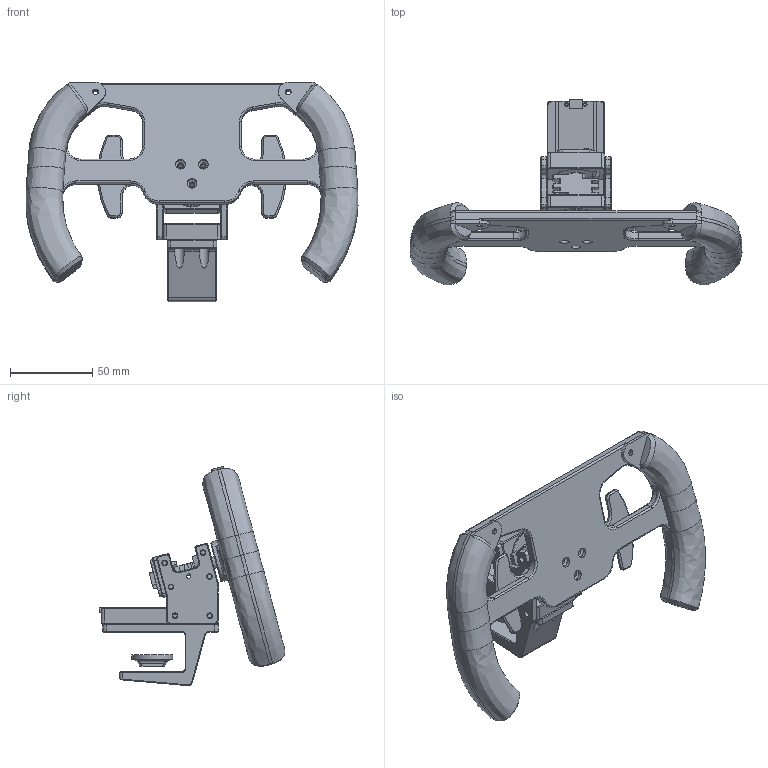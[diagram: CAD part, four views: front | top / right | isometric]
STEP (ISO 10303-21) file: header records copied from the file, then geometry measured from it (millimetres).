
FILE_DESCRIPTION(/* description */ (''),/* implementation_level */ '2;1');
FILE_NAME(/* name */ 'Pico Wheel v91.step',/* time_stamp */ '2023-12-26T17:10:55-05:00',/* author */ (''),/* organization */ (''),/* preprocessor_version */ 'ST-DEVELOPER v20',/* originating_system */ 'Autodesk Translation Framework v12.14.0.127',/* authorisation */ '');
FILE_SCHEMA (('AUTOMOTIVE_DESIGN { 1 0 10303 214 3 1 1 }'));
Length unit declared in the file: millimetre
Products named in the file (16): Pico Wheel; Pi Pico; AS5600; BASE; BRACKET; F_MOUNT; R_MOUNT; 608ZZ; SHAFT; WHEEL_MOUNT; STEERING_WHEEL; STEERING_WHEEL_1; PADDLES; PADDLES(Mirror); DESK_MOUNT; CLAMP_PAD
Assembly tree (16 placements, depth 4):
  Pico Wheel
    Pi Pico
    AS5600
    BASE
      BRACKET
      F_MOUNT
      R_MOUNT
    608ZZ  x2
    SHAFT
    WHEEL_MOUNT
    STEERING_WHEEL
      STEERING_WHEEL_1
        PADDLES
        PADDLES(Mirror)
    DESK_MOUNT
      CLAMP_PAD
Bounding box: 201.81 x 112.99 x 133.27 mm (x, y, z)
Volume: 230539.3 mm3; surface area: 99531.6 mm2
Topology: 18 solids, 18 shells, 955 faces, 2337 edges, 1455 vertices
Faces by surface type: plane 468, cylinder 251, cone 122, bspline 92, torus 22
Full cylindrical faces by diameter (mm): 1.8 x4, 2.1 x4, 2.7 x26, 3.4 x36, 3.6 x4, 6 x9, 8 x2, 20 x1, 22 x2, 22.4 x2, 25 x2
Entity records: 33076 total; most frequent: CARTESIAN_POINT 10473, ORIENTED_EDGE 4646, DIRECTION 4444, EDGE_CURVE 2323, AXIS2_PLACEMENT_3D 1532, VERTEX_POINT 1449, LINE 1380, VECTOR 1380
